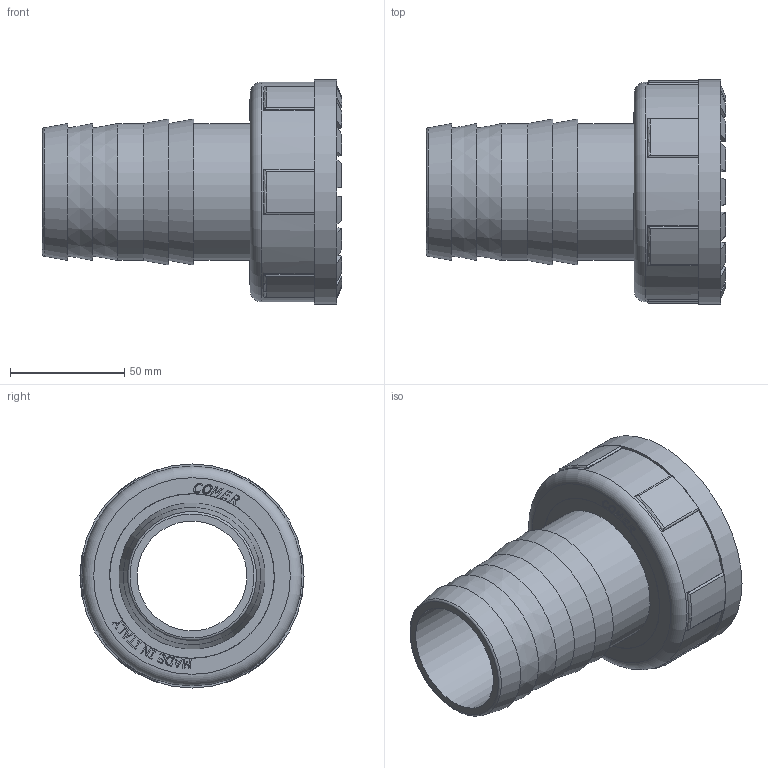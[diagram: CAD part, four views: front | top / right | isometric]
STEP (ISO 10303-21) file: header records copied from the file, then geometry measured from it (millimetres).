
FILE_DESCRIPTION(/* description */ (''),/* implementation_level */ '2;1');
FILE_NAME(/* name */ 'HN620800.stp',/* time_stamp */ '2017-02-10T17:16:03+01:00',/* author */ ('Gabriele'),/* organization */ (''),/* preprocessor_version */ 'ST-DEVELOPER v16.5',/* originating_system */ 'Autodesk Inventor 2017',/* authorisation */ '');
FILE_SCHEMA (('AUTOMOTIVE_DESIGN { 1 0 10303 214 3 1 1 }'));
Length unit declared in the file: millimetre
Products named in the file (3): HN620800; HN620800_portagomma; NU800630
Assembly tree (2 placements, depth 2):
  HN620800
    HN620800_portagomma
    NU800630
Bounding box: 130.8 x 98 x 98 mm (x, y, z)
Volume: 224653.8 mm3; surface area: 92470.8 mm2
Topology: 3 solids, 3 shells, 363 faces, 944 edges, 615 vertices
Faces by surface type: plane 232, bspline 51, cone 42, cylinder 29, torus 9
Full cylindrical faces by diameter (mm): 48 x1, 60 x2, 72 x1, 74 x1, 78 x1, 81.53 x2, 96 x1, 98 x1
Entity records: 17339 total; most frequent: CARTESIAN_POINT 8696, ORIENTED_EDGE 1846, DIRECTION 1587, EDGE_CURVE 923, LINE 651, VECTOR 651, VERTEX_POINT 613, AXIS2_PLACEMENT_3D 468
